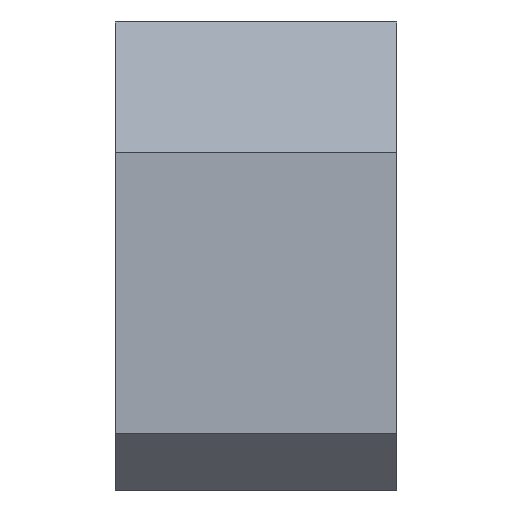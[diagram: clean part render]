
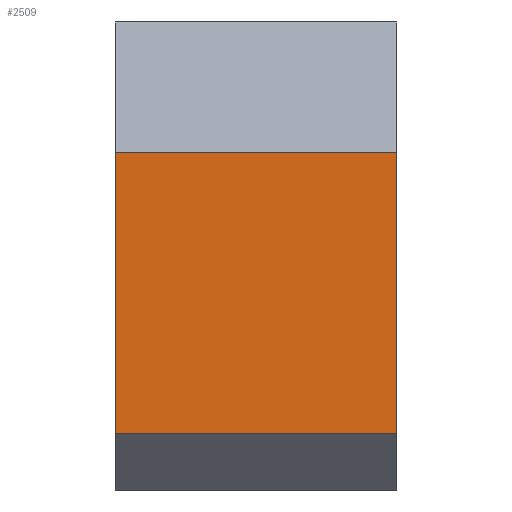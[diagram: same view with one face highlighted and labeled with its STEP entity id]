
A CAD part, front view. The second image highlights one B-rep face of the part: STEP entity #2509.
In plain terms, the highlighted planar face has unit normal (0, -1, 0).
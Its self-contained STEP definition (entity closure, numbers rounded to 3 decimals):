
#1978=CARTESIAN_POINT('',(1.331,-99.977,-2.0));
#1979=VERTEX_POINT('',#1978);
#1986=CARTESIAN_POINT('',(1.331,-99.977,-12.0));
#1987=VERTEX_POINT('',#1986);
#1988=CARTESIAN_POINT('',(1.331,-99.977,0.0));
#1989=DIRECTION('',(0.0,0.0,-1.0));
#1990=VECTOR('',#1989,1.0);
#1991=LINE('',#1988,#1990);
#1992=EDGE_CURVE('n� 4881',#1979,#1987,#1991,.T.);
#2421=CARTESIAN_POINT('',(-8.669,-99.977,-12.0));
#2422=VERTEX_POINT('',#2421);
#2429=CARTESIAN_POINT('',(-8.669,-99.977,-2.0));
#2430=VERTEX_POINT('',#2429);
#2431=CARTESIAN_POINT('',(-8.669,-99.977,-12.6));
#2432=DIRECTION('',(0.0,0.0,-1.0));
#2433=VECTOR('',#2432,1.0);
#2434=LINE('',#2431,#2433);
#2435=EDGE_CURVE('n� 5209',#2430,#2422,#2434,.T.);
#2478=CARTESIAN_POINT('',(-11.269,-99.977,-12.0));
#2479=DIRECTION('',(1.0,0.0,0.0));
#2480=VECTOR('',#2479,1.0);
#2481=LINE('',#2478,#2480);
#2482=EDGE_CURVE('n� 5245',#2422,#1987,#2481,.T.);
#2493=ORIENTED_EDGE('',*,*,#1992,.F.);
#2494=CARTESIAN_POINT('',(-11.269,-99.977,-2.0));
#2495=DIRECTION('',(1.0,0.0,0.0));
#2496=VECTOR('',#2495,1.0);
#2497=LINE('',#2494,#2496);
#2498=EDGE_CURVE('n� 5256',#2430,#1979,#2497,.T.);
#2499=ORIENTED_EDGE('',*,*,#2498,.F.);
#2500=ORIENTED_EDGE('',*,*,#2435,.T.);
#2501=ORIENTED_EDGE('',*,*,#2482,.T.);
#2502=EDGE_LOOP('',(#2493,#2499,#2500,#2501));
#2503=FACE_OUTER_BOUND('',#2502,.T.);
#2504=CARTESIAN_POINT('',(-11.269,-99.977,-12.6));
#2505=DIRECTION('',(-0.0,1.0,0.0));
#2506=DIRECTION('',(1.0,0.0,0.0));
#2507=AXIS2_PLACEMENT_3D('',#2504,#2505,#2506);
#2508=PLANE('',#2507);
#2509=ADVANCED_FACE('n� 5249',(#2503),#2508,.F.);
